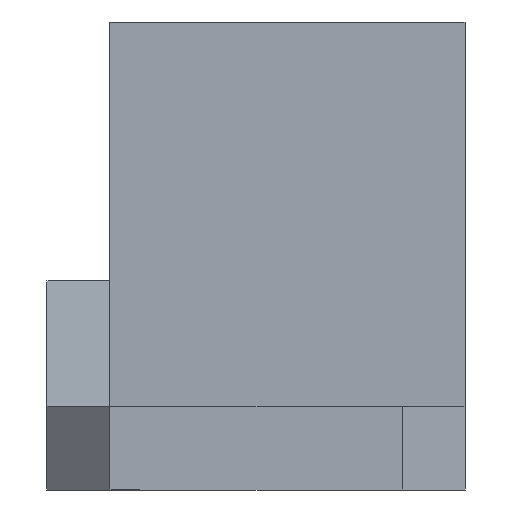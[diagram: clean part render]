
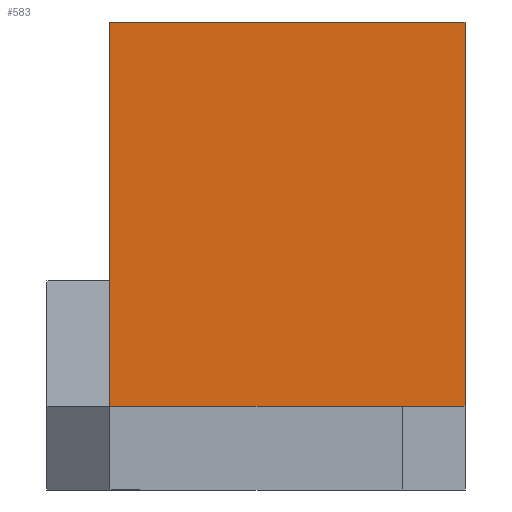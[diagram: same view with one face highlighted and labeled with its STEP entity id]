
A CAD part, left-side view. The second image highlights one B-rep face of the part: STEP entity #583.
In plain terms, the highlighted planar face has unit normal (-1, 0, 0).
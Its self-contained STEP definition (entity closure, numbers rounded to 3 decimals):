
#61=FACE_OUTER_BOUND('',#94,.T.);
#94=EDGE_LOOP('',(#459,#460,#461,#462));
#128=LINE('',#854,#193);
#137=LINE('',#879,#202);
#149=LINE('',#904,#214);
#160=LINE('',#938,#225);
#193=VECTOR('',#684,10.);
#202=VECTOR('',#707,10.);
#214=VECTOR('',#723,10.);
#225=VECTOR('',#760,10.);
#256=VERTEX_POINT('',#851);
#257=VERTEX_POINT('',#853);
#266=VERTEX_POINT('',#877);
#277=VERTEX_POINT('',#902);
#312=EDGE_CURVE('',#257,#256,#128,.T.);
#325=EDGE_CURVE('',#266,#256,#137,.T.);
#338=EDGE_CURVE('',#277,#266,#149,.T.);
#355=EDGE_CURVE('',#277,#257,#160,.T.);
#459=ORIENTED_EDGE('',*,*,#312,.T.);
#460=ORIENTED_EDGE('',*,*,#325,.F.);
#461=ORIENTED_EDGE('',*,*,#338,.F.);
#462=ORIENTED_EDGE('',*,*,#355,.T.);
#556=PLANE('',#639);
#583=ADVANCED_FACE('',(#61),#556,.T.);
#639=AXIS2_PLACEMENT_3D('',#937,#758,#759);
#684=DIRECTION('',(0.,-1.,0.));
#707=DIRECTION('',(0.,0.,-1.));
#723=DIRECTION('',(0.,-1.,0.));
#758=DIRECTION('center_axis',(-1.,0.,0.));
#759=DIRECTION('ref_axis',(0.,0.,-1.));
#760=DIRECTION('',(0.,0.,-1.));
#851=CARTESIAN_POINT('',(33.25,24.25,27.));
#853=CARTESIAN_POINT('',(33.25,41.25,27.));
#854=CARTESIAN_POINT('',(33.25,25.75,27.));
#877=CARTESIAN_POINT('',(33.25,24.25,45.392));
#879=CARTESIAN_POINT('',(33.25,24.25,39.794));
#902=CARTESIAN_POINT('',(33.25,41.25,45.392));
#904=CARTESIAN_POINT('',(33.25,27.25,45.392));
#937=CARTESIAN_POINT('Origin',(33.25,27.25,45.392));
#938=CARTESIAN_POINT('',(33.25,41.25,45.392));
